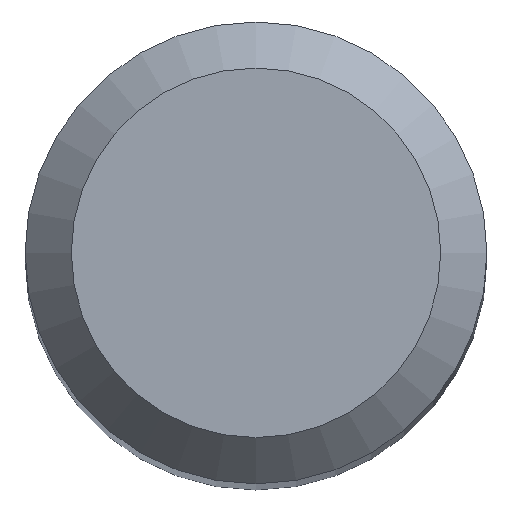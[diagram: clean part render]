
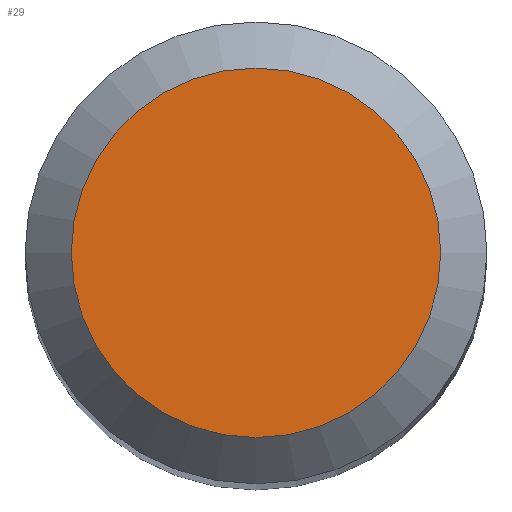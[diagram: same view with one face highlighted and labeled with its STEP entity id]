
A CAD part, top view. The second image highlights one B-rep face of the part: STEP entity #29.
In plain terms, the highlighted planar face has unit normal (0, 0, 1).
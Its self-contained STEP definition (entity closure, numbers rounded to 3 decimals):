
#6 = CARTESIAN_POINT ( 'NONE',  ( 0., 0., 35. ) ) ;
#12 = DIRECTION ( 'NONE',  ( 0., 0., -1. ) ) ;
#29 = ADVANCED_FACE ( 'NONE', ( #31 ), #147, .F. ) ;
#31 = FACE_OUTER_BOUND ( 'NONE', #113, .T. ) ;
#44 = DIRECTION ( 'NONE',  ( 0., 0., -1. ) ) ;
#45 = AXIS2_PLACEMENT_3D ( 'NONE', #102, #12, #185 ) ;
#50 = ORIENTED_EDGE ( 'NONE', *, *, #71, .F. ) ;
#71 = EDGE_CURVE ( 'NONE', #100, #100, #108, .T. ) ;
#72 = CARTESIAN_POINT ( 'NONE',  ( 0., 1.6, 35. ) ) ;
#100 = VERTEX_POINT ( 'NONE', #72 ) ;
#102 = CARTESIAN_POINT ( 'NONE',  ( 0., 0., 35. ) ) ;
#108 = CIRCLE ( 'NONE', #221, 1.6 ) ;
#113 = EDGE_LOOP ( 'NONE', ( #50 ) ) ;
#147 = PLANE ( 'NONE',  #45 ) ;
#185 = DIRECTION ( 'NONE',  ( 0., 1., 0. ) ) ;
#212 = DIRECTION ( 'NONE',  ( 0., 1., 0. ) ) ;
#221 = AXIS2_PLACEMENT_3D ( 'NONE', #6, #44, #212 ) ;
